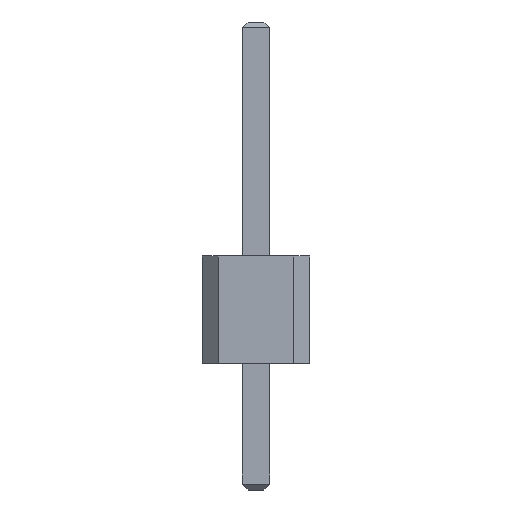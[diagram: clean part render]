
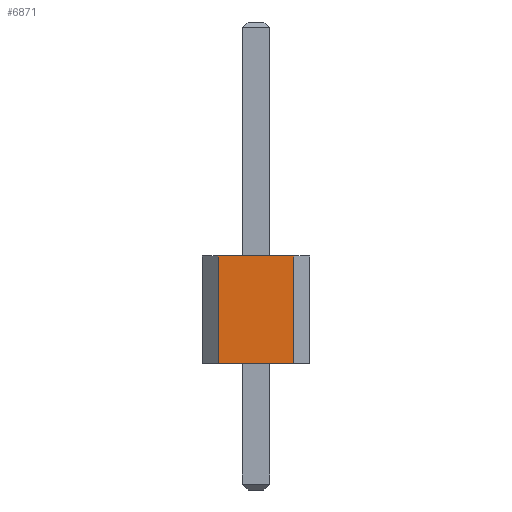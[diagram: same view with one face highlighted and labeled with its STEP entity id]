
A CAD part, left-side view. The second image highlights one B-rep face of the part: STEP entity #6871.
In plain terms, the highlighted planar face has unit normal (-1, 0, 0).
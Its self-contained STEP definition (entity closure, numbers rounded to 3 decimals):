
#83 = PLANE('',#84);
#84 = AXIS2_PLACEMENT_3D('',#85,#86,#87);
#85 = CARTESIAN_POINT('',(0.32,1.35,2.7));
#86 = DIRECTION('',(0.,0.,1.));
#87 = DIRECTION('',(1.,0.,0.));
#6412 = PLANE('',#6413);
#6413 = AXIS2_PLACEMENT_3D('',#6414,#6415,#6416);
#6414 = CARTESIAN_POINT('',(-7.3,-1.35,2.7));
#6415 = DIRECTION('',(0.707,0.707,0.));
#6416 = DIRECTION('',(-0.707,0.707,0.));
#6440 = PLANE('',#6441);
#6441 = AXIS2_PLACEMENT_3D('',#6442,#6443,#6444);
#6442 = CARTESIAN_POINT('',(-5.,1.35,0.));
#6443 = DIRECTION('',(0.,0.,1.));
#6444 = DIRECTION('',(1.,0.,0.));
#6692 = PLANE('',#6693);
#6693 = AXIS2_PLACEMENT_3D('',#6694,#6695,#6696);
#6694 = CARTESIAN_POINT('',(-7.7,0.95,2.7));
#6695 = DIRECTION('',(0.707,-0.707,0.));
#6696 = DIRECTION('',(0.707,0.707,0.));
#6730 = VERTEX_POINT('',#6731);
#6731 = CARTESIAN_POINT('',(-7.7,0.95,0.));
#6752 = EDGE_CURVE('',#6730,#6753,#6755,.T.);
#6753 = VERTEX_POINT('',#6754);
#6754 = CARTESIAN_POINT('',(-7.7,0.95,2.7));
#6755 = SURFACE_CURVE('',#6756,(#6760,#6767),.PCURVE_S1.);
#6756 = LINE('',#6757,#6758);
#6757 = CARTESIAN_POINT('',(-7.7,0.95,2.7));
#6758 = VECTOR('',#6759,1.);
#6759 = DIRECTION('',(0.,0.,1.));
#6760 = PCURVE('',#6692,#6761);
#6761 = DEFINITIONAL_REPRESENTATION('',(#6762),#6766);
#6762 = LINE('',#6763,#6764);
#6763 = CARTESIAN_POINT('',(0.,0.));
#6764 = VECTOR('',#6765,1.);
#6765 = DIRECTION('',(0.,1.));
#6766 = ( GEOMETRIC_REPRESENTATION_CONTEXT(2) 
PARAMETRIC_REPRESENTATION_CONTEXT() REPRESENTATION_CONTEXT('2D SPACE',''
  ) );
#6767 = PCURVE('',#6768,#6773);
#6768 = PLANE('',#6769);
#6769 = AXIS2_PLACEMENT_3D('',#6770,#6771,#6772);
#6770 = CARTESIAN_POINT('',(-7.7,1.35,2.7));
#6771 = DIRECTION('',(1.,0.,0.));
#6772 = DIRECTION('',(0.,0.,-1.));
#6773 = DEFINITIONAL_REPRESENTATION('',(#6774),#6778);
#6774 = LINE('',#6775,#6776);
#6775 = CARTESIAN_POINT('',(0.,-0.4));
#6776 = VECTOR('',#6777,1.);
#6777 = DIRECTION('',(-1.,0.));
#6778 = ( GEOMETRIC_REPRESENTATION_CONTEXT(2) 
PARAMETRIC_REPRESENTATION_CONTEXT() REPRESENTATION_CONTEXT('2D SPACE',''
  ) );
#6804 = EDGE_CURVE('',#6805,#6807,#6809,.T.);
#6805 = VERTEX_POINT('',#6806);
#6806 = CARTESIAN_POINT('',(-7.7,-0.95,2.7));
#6807 = VERTEX_POINT('',#6808);
#6808 = CARTESIAN_POINT('',(-7.7,-0.95,0.));
#6809 = SURFACE_CURVE('',#6810,(#6814,#6821),.PCURVE_S1.);
#6810 = LINE('',#6811,#6812);
#6811 = CARTESIAN_POINT('',(-7.7,-0.95,2.7));
#6812 = VECTOR('',#6813,1.);
#6813 = DIRECTION('',(0.,0.,-1.));
#6814 = PCURVE('',#6412,#6815);
#6815 = DEFINITIONAL_REPRESENTATION('',(#6816),#6820);
#6816 = LINE('',#6817,#6818);
#6817 = CARTESIAN_POINT('',(0.566,0.));
#6818 = VECTOR('',#6819,1.);
#6819 = DIRECTION('',(0.,-1.));
#6820 = ( GEOMETRIC_REPRESENTATION_CONTEXT(2) 
PARAMETRIC_REPRESENTATION_CONTEXT() REPRESENTATION_CONTEXT('2D SPACE',''
  ) );
#6821 = PCURVE('',#6768,#6822);
#6822 = DEFINITIONAL_REPRESENTATION('',(#6823),#6827);
#6823 = LINE('',#6824,#6825);
#6824 = CARTESIAN_POINT('',(0.,-2.3));
#6825 = VECTOR('',#6826,1.);
#6826 = DIRECTION('',(1.,0.));
#6827 = ( GEOMETRIC_REPRESENTATION_CONTEXT(2) 
PARAMETRIC_REPRESENTATION_CONTEXT() REPRESENTATION_CONTEXT('2D SPACE',''
  ) );
#6871 = ADVANCED_FACE('',(#6872),#6768,.F.);
#6872 = FACE_BOUND('',#6873,.T.);
#6873 = EDGE_LOOP('',(#6874,#6875,#6896,#6897));
#6874 = ORIENTED_EDGE('',*,*,#6752,.F.);
#6875 = ORIENTED_EDGE('',*,*,#6876,.F.);
#6876 = EDGE_CURVE('',#6807,#6730,#6877,.T.);
#6877 = SURFACE_CURVE('',#6878,(#6882,#6889),.PCURVE_S1.);
#6878 = LINE('',#6879,#6880);
#6879 = CARTESIAN_POINT('',(-7.7,1.35,0.));
#6880 = VECTOR('',#6881,1.);
#6881 = DIRECTION('',(0.,1.,0.));
#6882 = PCURVE('',#6768,#6883);
#6883 = DEFINITIONAL_REPRESENTATION('',(#6884),#6888);
#6884 = LINE('',#6885,#6886);
#6885 = CARTESIAN_POINT('',(2.7,0.));
#6886 = VECTOR('',#6887,1.);
#6887 = DIRECTION('',(0.,1.));
#6888 = ( GEOMETRIC_REPRESENTATION_CONTEXT(2) 
PARAMETRIC_REPRESENTATION_CONTEXT() REPRESENTATION_CONTEXT('2D SPACE',''
  ) );
#6889 = PCURVE('',#6440,#6890);
#6890 = DEFINITIONAL_REPRESENTATION('',(#6891),#6895);
#6891 = LINE('',#6892,#6893);
#6892 = CARTESIAN_POINT('',(-2.7,0.));
#6893 = VECTOR('',#6894,1.);
#6894 = DIRECTION('',(0.,1.));
#6895 = ( GEOMETRIC_REPRESENTATION_CONTEXT(2) 
PARAMETRIC_REPRESENTATION_CONTEXT() REPRESENTATION_CONTEXT('2D SPACE',''
  ) );
#6896 = ORIENTED_EDGE('',*,*,#6804,.F.);
#6897 = ORIENTED_EDGE('',*,*,#6898,.F.);
#6898 = EDGE_CURVE('',#6753,#6805,#6899,.T.);
#6899 = SURFACE_CURVE('',#6900,(#6904,#6911),.PCURVE_S1.);
#6900 = LINE('',#6901,#6902);
#6901 = CARTESIAN_POINT('',(-7.7,1.35,2.7));
#6902 = VECTOR('',#6903,1.);
#6903 = DIRECTION('',(0.,-1.,0.));
#6904 = PCURVE('',#6768,#6905);
#6905 = DEFINITIONAL_REPRESENTATION('',(#6906),#6910);
#6906 = LINE('',#6907,#6908);
#6907 = CARTESIAN_POINT('',(0.,0.));
#6908 = VECTOR('',#6909,1.);
#6909 = DIRECTION('',(0.,-1.));
#6910 = ( GEOMETRIC_REPRESENTATION_CONTEXT(2) 
PARAMETRIC_REPRESENTATION_CONTEXT() REPRESENTATION_CONTEXT('2D SPACE',''
  ) );
#6911 = PCURVE('',#83,#6912);
#6912 = DEFINITIONAL_REPRESENTATION('',(#6913),#6917);
#6913 = LINE('',#6914,#6915);
#6914 = CARTESIAN_POINT('',(-8.02,0.));
#6915 = VECTOR('',#6916,1.);
#6916 = DIRECTION('',(0.,-1.));
#6917 = ( GEOMETRIC_REPRESENTATION_CONTEXT(2) 
PARAMETRIC_REPRESENTATION_CONTEXT() REPRESENTATION_CONTEXT('2D SPACE',''
  ) );
